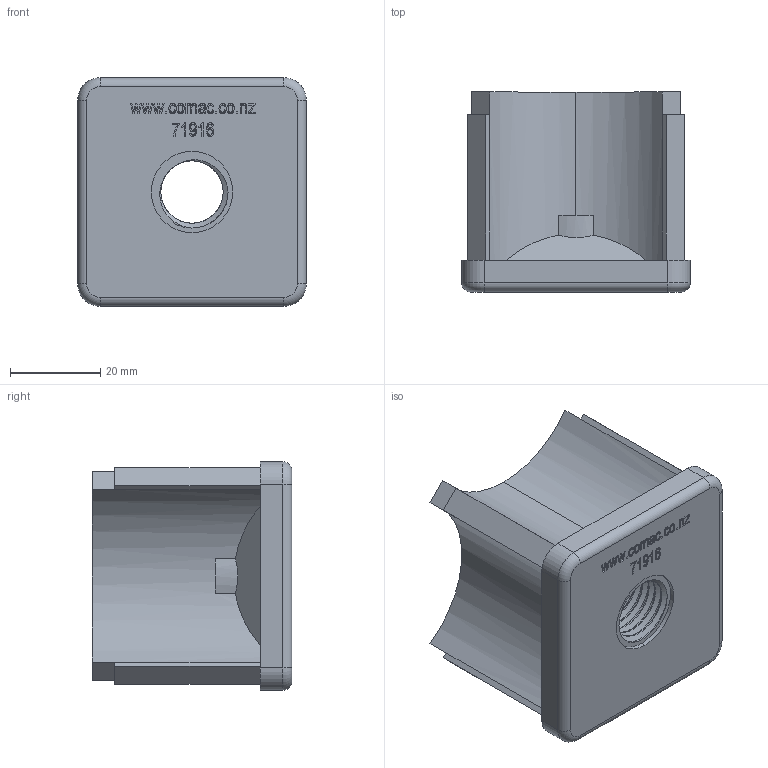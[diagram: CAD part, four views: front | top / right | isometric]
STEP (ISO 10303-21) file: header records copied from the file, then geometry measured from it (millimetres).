
FILE_DESCRIPTION (( 'STEP AP214' ), '1' );
FILE_NAME ('71916-Square Tube Insert Stainless Steel Thread 50.8mm M16.STEP', '2018-12-27T19:07:28', ( '' ), ( '' ), 'SwSTEP 2.0', 'SolidWorks 2018', '' );
FILE_SCHEMA (( 'AUTOMOTIVE_DESIGN' ));
Length unit declared in the file: millimetre
Products named in the file (1): 71916-Square Tube Insert Stainless Steel Thread 50.8mm M16
Bounding box: 50.7 x 44.3 x 50.7 mm (x, y, z)
Volume: 48008.2 mm3; surface area: 17391.2 mm2
Topology: 2 solids, 2 shells, 326 faces, 871 edges, 575 vertices
Faces by surface type: plane 187, bspline 102, cylinder 33, torus 4
Entity records: 17385 total; most frequent: CARTESIAN_POINT 9960, ORIENTED_EDGE 1742, DIRECTION 1134, EDGE_CURVE 871, VECTOR 578, LINE 578, VERTEX_POINT 575, EDGE_LOOP 356
